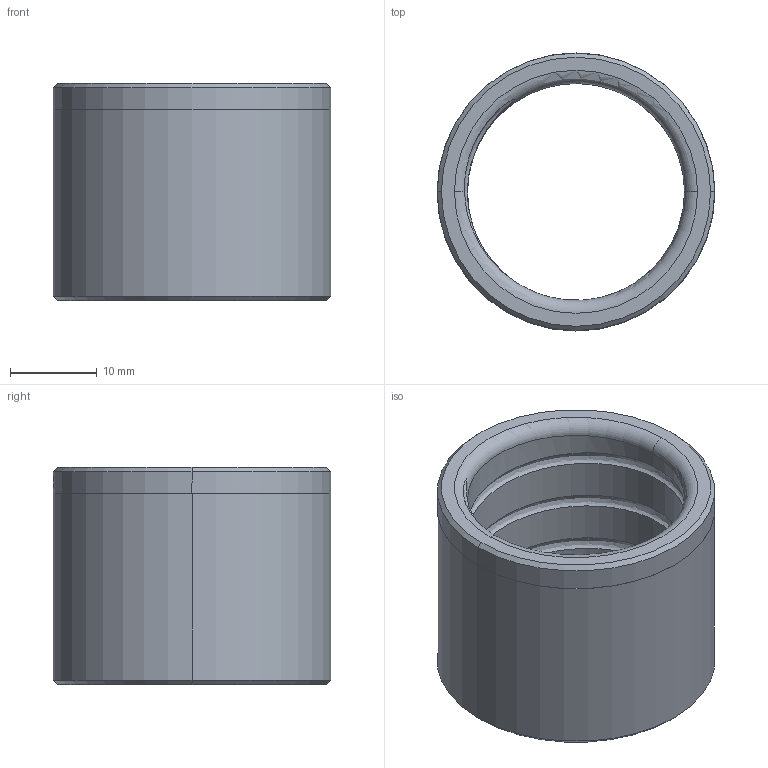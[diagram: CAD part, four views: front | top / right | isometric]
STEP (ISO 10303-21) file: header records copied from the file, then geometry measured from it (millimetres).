
FILE_DESCRIPTION (( 'STEP AP214' ), '1' );
FILE_NAME ('GBLV-D32-d25-L25.step', '2021-09-10T06:58:45', ( 'User' ), ( 'china' ), 'SwSTEP 2.0', 'SolidWorks 2016', '' );
FILE_SCHEMA (( 'AUTOMOTIVE_DESIGN' ));
Length unit declared in the file: millimetre
Products named in the file (1): GBLV-D32-d25-L25
Bounding box: 32 x 32 x 25 mm (x, y, z)
Volume: 7548.3 mm3; surface area: 5077.6 mm2
Topology: 1 solids, 1 shells, 46 faces, 116 edges, 75 vertices
Faces by surface type: cylinder 26, plane 11, torus 4, cone 4, bspline 1
Entity records: 2512 total; most frequent: CARTESIAN_POINT 1452, ORIENTED_EDGE 232, DIRECTION 193, EDGE_CURVE 116, VERTEX_POINT 75, AXIS2_PLACEMENT_3D 75, EDGE_LOOP 51, FACE_OUTER_BOUND 46
